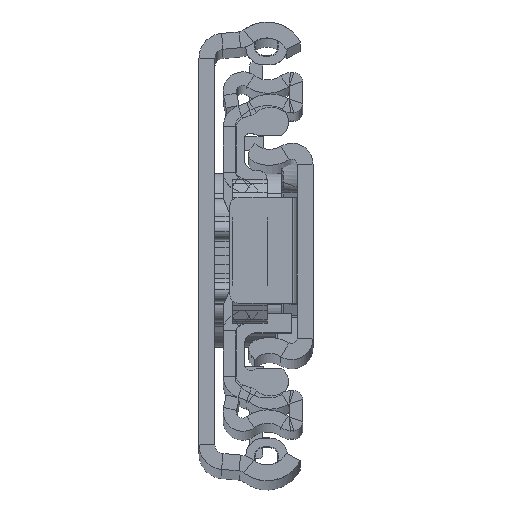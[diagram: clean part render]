
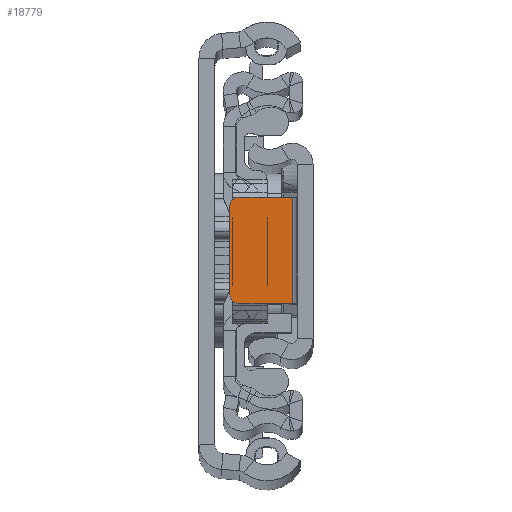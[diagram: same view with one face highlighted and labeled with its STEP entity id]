
A CAD part, top view. The second image highlights one B-rep face of the part: STEP entity #18779.
In plain terms, the highlighted planar face has unit normal (0, 0, 1).
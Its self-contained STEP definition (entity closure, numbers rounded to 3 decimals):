
#1290 = DIRECTION ( 'NONE',  ( 0., 1., 0. ) ) ;
#1650 = CARTESIAN_POINT ( 'NONE',  ( -9.4, 6.151, -6.8 ) ) ;
#1678 = LINE ( 'NONE', #29781, #26031 ) ;
#2022 = EDGE_CURVE ( 'NONE', #22072, #33745, #16007, .T. ) ;
#2510 = ORIENTED_EDGE ( 'NONE', *, *, #3027, .F. ) ;
#2857 = CARTESIAN_POINT ( 'NONE',  ( -8.4, 5.151, -6.8 ) ) ;
#3027 = EDGE_CURVE ( 'NONE', #22072, #11396, #12666, .T. ) ;
#7203 = CARTESIAN_POINT ( 'NONE',  ( -8.4, -4.849, -6.8 ) ) ;
#7227 = EDGE_CURVE ( 'NONE', #25089, #10355, #1678, .T. ) ;
#7722 = CIRCLE ( 'NONE', #22460, 1. ) ;
#8247 = VECTOR ( 'NONE', #20231, 1000. ) ;
#9034 = DIRECTION ( 'NONE',  ( 0., 0., 1. ) ) ;
#9047 = DIRECTION ( 'NONE',  ( -1., 0., 0. ) ) ;
#9440 = ORIENTED_EDGE ( 'NONE', *, *, #17341, .T. ) ;
#10355 = VERTEX_POINT ( 'NONE', #24392 ) ;
#11072 = VERTEX_POINT ( 'NONE', #24156 ) ;
#11163 = VECTOR ( 'NONE', #17293, 1000. ) ;
#11396 = VERTEX_POINT ( 'NONE', #23450 ) ;
#12666 = LINE ( 'NONE', #25554, #11163 ) ;
#12793 = CARTESIAN_POINT ( 'NONE',  ( -2.3, -5.849, -6.8 ) ) ;
#14317 = DIRECTION ( 'NONE',  ( 1., 0., 0. ) ) ;
#14830 = FACE_OUTER_BOUND ( 'NONE', #33659, .T. ) ;
#15405 = LINE ( 'NONE', #33723, #8247 ) ;
#16007 = CIRCLE ( 'NONE', #31347, 1. ) ;
#17293 = DIRECTION ( 'NONE',  ( 1., 0., 0. ) ) ;
#17341 = EDGE_CURVE ( 'NONE', #11072, #10355, #7722, .T. ) ;
#18271 = DIRECTION ( 'NONE',  ( 1., 0., 0. ) ) ;
#18777 = DIRECTION ( 'NONE',  ( 0., 0., 1. ) ) ;
#18779 = ADVANCED_FACE ( 'NONE', ( #14830 ), #22207, .T. ) ;
#20231 = DIRECTION ( 'NONE',  ( 0., -1., 0. ) ) ;
#20262 = VECTOR ( 'NONE', #1290, 1000. ) ;
#21037 = ORIENTED_EDGE ( 'NONE', *, *, #28360, .F. ) ;
#22072 = VERTEX_POINT ( 'NONE', #32005 ) ;
#22207 = PLANE ( 'NONE',  #31634 ) ;
#22460 = AXIS2_PLACEMENT_3D ( 'NONE', #7203, #28240, #33188 ) ;
#22579 = ORIENTED_EDGE ( 'NONE', *, *, #27781, .F. ) ;
#23450 = CARTESIAN_POINT ( 'NONE',  ( -2.3, 6.151, -6.8 ) ) ;
#24156 = CARTESIAN_POINT ( 'NONE',  ( -9.4, -4.849, -6.8 ) ) ;
#24392 = CARTESIAN_POINT ( 'NONE',  ( -8.4, -5.849, -6.8 ) ) ;
#25089 = VERTEX_POINT ( 'NONE', #12793 ) ;
#25554 = CARTESIAN_POINT ( 'NONE',  ( -1.8, 6.151, -6.8 ) ) ;
#26031 = VECTOR ( 'NONE', #9047, 1000. ) ;
#27781 = EDGE_CURVE ( 'NONE', #11072, #33745, #30261, .T. ) ;
#28240 = DIRECTION ( 'NONE',  ( 0., 0., 1. ) ) ;
#28360 = EDGE_CURVE ( 'NONE', #11396, #25089, #15405, .T. ) ;
#28996 = CARTESIAN_POINT ( 'NONE',  ( -9.4, 5.151, -6.8 ) ) ;
#29391 = ORIENTED_EDGE ( 'NONE', *, *, #7227, .F. ) ;
#29781 = CARTESIAN_POINT ( 'NONE',  ( -9.4, -5.849, -6.8 ) ) ;
#30261 = LINE ( 'NONE', #1650, #20262 ) ;
#31347 = AXIS2_PLACEMENT_3D ( 'NONE', #2857, #18777, #18271 ) ;
#31634 = AXIS2_PLACEMENT_3D ( 'NONE', #32471, #9034, #14317 ) ;
#31825 = ORIENTED_EDGE ( 'NONE', *, *, #2022, .T. ) ;
#32005 = CARTESIAN_POINT ( 'NONE',  ( -8.4, 6.151, -6.8 ) ) ;
#32471 = CARTESIAN_POINT ( 'NONE',  ( 0., 0., -6.8 ) ) ;
#33188 = DIRECTION ( 'NONE',  ( 1., 0., 0. ) ) ;
#33659 = EDGE_LOOP ( 'NONE', ( #22579, #9440, #29391, #21037, #2510, #31825 ) ) ;
#33723 = CARTESIAN_POINT ( 'NONE',  ( -2.3, 6.151, -6.8 ) ) ;
#33745 = VERTEX_POINT ( 'NONE', #28996 ) ;
